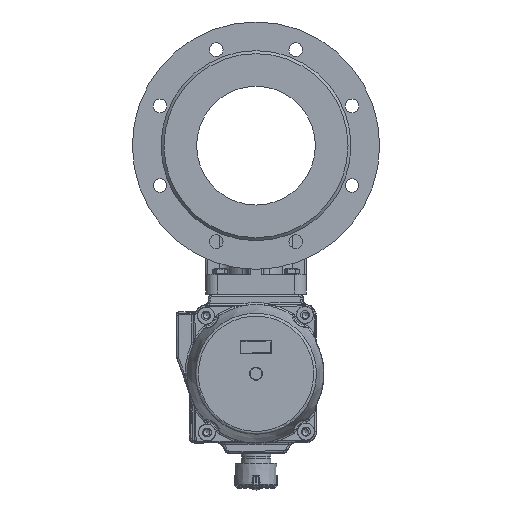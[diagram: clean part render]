
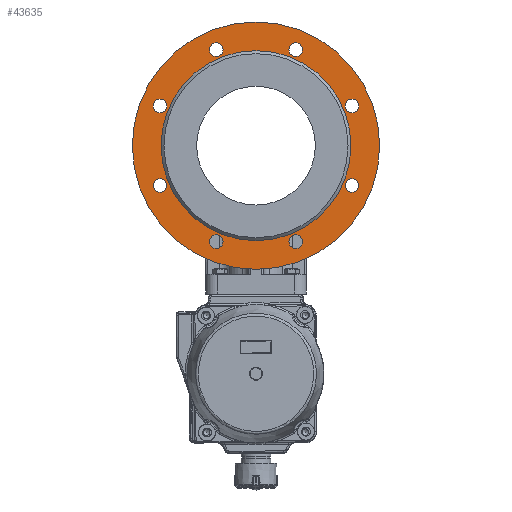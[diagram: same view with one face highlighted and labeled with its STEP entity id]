
A CAD part, front view. The second image highlights one B-rep face of the part: STEP entity #43635.
In plain terms, the highlighted planar face has unit normal (0, -1, 0).
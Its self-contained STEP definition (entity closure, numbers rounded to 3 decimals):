
#5949=CIRCLE('',#47537,125.);
#5964=CIRCLE('',#47554,6.918);
#5965=CIRCLE('',#47555,6.918);
#5966=CIRCLE('',#47556,6.918);
#5967=CIRCLE('',#47557,6.918);
#5968=CIRCLE('',#47558,6.918);
#5969=CIRCLE('',#47559,6.918);
#5970=CIRCLE('',#47560,6.918);
#5971=CIRCLE('',#47561,6.918);
#5972=CIRCLE('',#47562,96.);
#17433=ORIENTED_EDGE('',*,*,#24129,.F.);
#17434=ORIENTED_EDGE('',*,*,#24130,.F.);
#17435=ORIENTED_EDGE('',*,*,#24131,.F.);
#17436=ORIENTED_EDGE('',*,*,#24132,.F.);
#17437=ORIENTED_EDGE('',*,*,#24133,.F.);
#17438=ORIENTED_EDGE('',*,*,#24134,.F.);
#17439=ORIENTED_EDGE('',*,*,#24135,.F.);
#17440=ORIENTED_EDGE('',*,*,#24136,.F.);
#17441=ORIENTED_EDGE('',*,*,#24112,.T.);
#17442=ORIENTED_EDGE('',*,*,#24137,.T.);
#24112=EDGE_CURVE('',#28235,#28235,#5949,.T.);
#24129=EDGE_CURVE('',#28252,#28252,#5964,.T.);
#24130=EDGE_CURVE('',#28253,#28253,#5965,.T.);
#24131=EDGE_CURVE('',#28254,#28254,#5966,.T.);
#24132=EDGE_CURVE('',#28255,#28255,#5967,.T.);
#24133=EDGE_CURVE('',#28256,#28256,#5968,.T.);
#24134=EDGE_CURVE('',#28257,#28257,#5969,.T.);
#24135=EDGE_CURVE('',#28258,#28258,#5970,.T.);
#24136=EDGE_CURVE('',#28259,#28259,#5971,.T.);
#24137=EDGE_CURVE('',#28260,#28260,#5972,.T.);
#28235=VERTEX_POINT('',#108371);
#28252=VERTEX_POINT('',#108407);
#28253=VERTEX_POINT('',#108409);
#28254=VERTEX_POINT('',#108411);
#28255=VERTEX_POINT('',#108413);
#28256=VERTEX_POINT('',#108415);
#28257=VERTEX_POINT('',#108417);
#28258=VERTEX_POINT('',#108419);
#28259=VERTEX_POINT('',#108421);
#28260=VERTEX_POINT('',#108423);
#35346=EDGE_LOOP('',(#17433));
#35347=EDGE_LOOP('',(#17434));
#35348=EDGE_LOOP('',(#17435));
#35349=EDGE_LOOP('',(#17436));
#35350=EDGE_LOOP('',(#17437));
#35351=EDGE_LOOP('',(#17438));
#35352=EDGE_LOOP('',(#17439));
#35353=EDGE_LOOP('',(#17440));
#35354=EDGE_LOOP('',(#17441));
#35355=EDGE_LOOP('',(#17442));
#38414=FACE_BOUND('',#35346,.T.);
#38415=FACE_BOUND('',#35347,.T.);
#38416=FACE_BOUND('',#35348,.T.);
#38417=FACE_BOUND('',#35349,.T.);
#38418=FACE_BOUND('',#35350,.T.);
#38419=FACE_BOUND('',#35351,.T.);
#38420=FACE_BOUND('',#35352,.T.);
#38421=FACE_BOUND('',#35353,.T.);
#38422=FACE_BOUND('',#35354,.T.);
#38423=FACE_BOUND('',#35355,.T.);
#39305=PLANE('',#47553);
#43635=ADVANCED_FACE('',(#38414,#38415,#38416,#38417,#38418,#38419,#38420,
#38421,#38422,#38423),#39305,.T.);
#47537=AXIS2_PLACEMENT_3D('',#108370,#57149,#57150);
#47553=AXIS2_PLACEMENT_3D('',#108405,#57183,#57184);
#47554=AXIS2_PLACEMENT_3D('',#108406,#57185,#57186);
#47555=AXIS2_PLACEMENT_3D('',#108408,#57187,#57188);
#47556=AXIS2_PLACEMENT_3D('',#108410,#57189,#57190);
#47557=AXIS2_PLACEMENT_3D('',#108412,#57191,#57192);
#47558=AXIS2_PLACEMENT_3D('',#108414,#57193,#57194);
#47559=AXIS2_PLACEMENT_3D('',#108416,#57195,#57196);
#47560=AXIS2_PLACEMENT_3D('',#108418,#57197,#57198);
#47561=AXIS2_PLACEMENT_3D('',#108420,#57199,#57200);
#47562=AXIS2_PLACEMENT_3D('',#108422,#57201,#57202);
#57149=DIRECTION('',(0.,-1.,0.));
#57150=DIRECTION('',(1.,0.,0.));
#57183=DIRECTION('',(0.,-1.,0.));
#57184=DIRECTION('',(0.,0.,-1.));
#57185=DIRECTION('',(0.,-1.,0.));
#57186=DIRECTION('',(-1.,0.,0.));
#57187=DIRECTION('',(0.,-1.,0.));
#57188=DIRECTION('',(-1.,0.,0.));
#57189=DIRECTION('',(0.,-1.,0.));
#57190=DIRECTION('',(-1.,0.,0.));
#57191=DIRECTION('',(0.,-1.,0.));
#57192=DIRECTION('',(-1.,0.,0.));
#57193=DIRECTION('',(0.,-1.,0.));
#57194=DIRECTION('',(-1.,0.,0.));
#57195=DIRECTION('',(0.,-1.,0.));
#57196=DIRECTION('',(-1.,0.,0.));
#57197=DIRECTION('',(0.,-1.,0.));
#57198=DIRECTION('',(-1.,0.,0.));
#57199=DIRECTION('',(0.,-1.,0.));
#57200=DIRECTION('',(-1.,0.,0.));
#57201=DIRECTION('',(0.,1.,0.));
#57202=DIRECTION('',(1.,0.,0.));
#108370=CARTESIAN_POINT('',(0.,-97.,0.));
#108371=CARTESIAN_POINT('',(125.,-97.,0.));
#108405=CARTESIAN_POINT('',(0.,-97.,0.));
#108406=CARTESIAN_POINT('',(-97.007,-97.,40.182));
#108407=CARTESIAN_POINT('',(-103.925,-97.,40.182));
#108408=CARTESIAN_POINT('',(-40.182,-97.,97.007));
#108409=CARTESIAN_POINT('',(-47.099,-97.,97.007));
#108410=CARTESIAN_POINT('',(40.182,-97.,97.007));
#108411=CARTESIAN_POINT('',(33.264,-97.,97.007));
#108412=CARTESIAN_POINT('',(97.007,-97.,40.182));
#108413=CARTESIAN_POINT('',(90.09,-97.,40.182));
#108414=CARTESIAN_POINT('',(-97.007,-97.,-40.182));
#108415=CARTESIAN_POINT('',(-103.925,-97.,-40.182));
#108416=CARTESIAN_POINT('',(-40.182,-97.,-97.007));
#108417=CARTESIAN_POINT('',(-47.099,-97.,-97.007));
#108418=CARTESIAN_POINT('',(40.182,-97.,-97.007));
#108419=CARTESIAN_POINT('',(33.264,-97.,-97.007));
#108420=CARTESIAN_POINT('',(97.007,-97.,-40.182));
#108421=CARTESIAN_POINT('',(90.09,-97.,-40.182));
#108422=CARTESIAN_POINT('',(0.,-97.,0.));
#108423=CARTESIAN_POINT('',(96.,-97.,0.));
